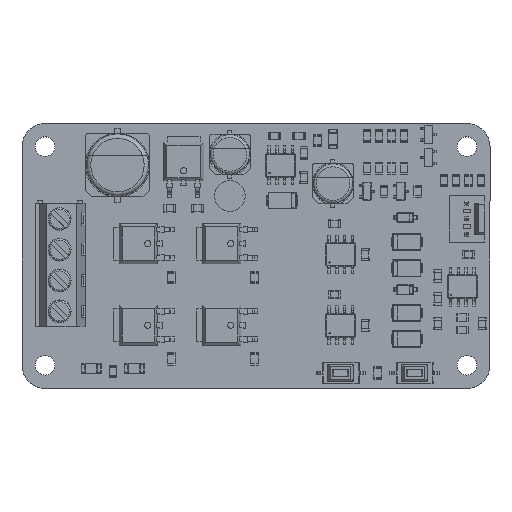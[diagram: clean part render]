
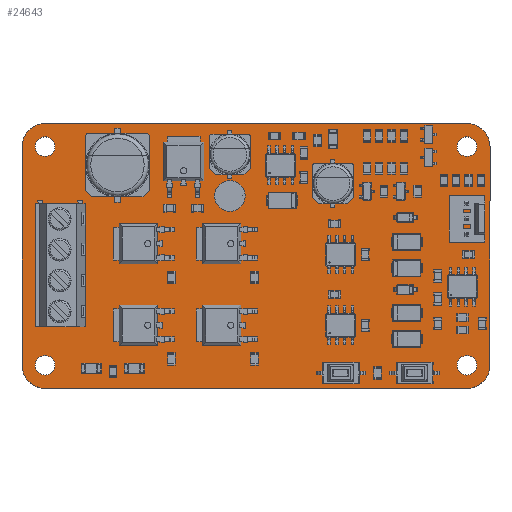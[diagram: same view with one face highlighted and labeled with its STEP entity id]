
A CAD part, top view. The second image highlights one B-rep face of the part: STEP entity #24643.
In plain terms, the highlighted planar face has unit normal (0, 0, 1).
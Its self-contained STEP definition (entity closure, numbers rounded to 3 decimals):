
#544=CIRCLE('',#26175,3.75);
#546=CIRCLE('',#26178,3.75);
#560=CIRCLE('',#26194,3.75);
#561=CIRCLE('',#26195,3.75);
#562=CIRCLE('',#26196,1.6);
#563=CIRCLE('',#26197,0.5);
#564=CIRCLE('',#26198,0.5);
#565=CIRCLE('',#26199,0.5);
#566=CIRCLE('',#26200,0.5);
#567=CIRCLE('',#26201,1.6);
#568=CIRCLE('',#26202,1.6);
#569=CIRCLE('',#26203,0.595);
#570=CIRCLE('',#26204,0.595);
#571=CIRCLE('',#26205,0.595);
#572=CIRCLE('',#26206,1.6);
#1687=FACE_BOUND('',#3699,.T.);
#1688=FACE_BOUND('',#3700,.T.);
#1689=FACE_BOUND('',#3701,.T.);
#1690=FACE_BOUND('',#3702,.T.);
#1691=FACE_BOUND('',#3703,.T.);
#1692=FACE_BOUND('',#3704,.T.);
#1693=FACE_BOUND('',#3705,.T.);
#1694=FACE_BOUND('',#3706,.T.);
#1695=FACE_BOUND('',#3707,.T.);
#1696=FACE_BOUND('',#3708,.T.);
#1697=FACE_BOUND('',#3709,.T.);
#2342=FACE_OUTER_BOUND('',#3698,.T.);
#3698=EDGE_LOOP('',(#18478,#18479,#18480,#18481,#18482,#18483,#18484,#18485));
#3699=EDGE_LOOP('',(#18486));
#3700=EDGE_LOOP('',(#18487));
#3701=EDGE_LOOP('',(#18488));
#3702=EDGE_LOOP('',(#18489));
#3703=EDGE_LOOP('',(#18490));
#3704=EDGE_LOOP('',(#18491));
#3705=EDGE_LOOP('',(#18492));
#3706=EDGE_LOOP('',(#18493));
#3707=EDGE_LOOP('',(#18494));
#3708=EDGE_LOOP('',(#18495));
#3709=EDGE_LOOP('',(#18496));
#5685=LINE('',#44005,#8342);
#5691=LINE('',#44052,#8348);
#5692=LINE('',#44056,#8349);
#5693=LINE('',#44059,#8350);
#8342=VECTOR('',#29879,1.);
#8348=VECTOR('',#29927,1.);
#8349=VECTOR('',#29930,1.);
#8350=VECTOR('',#29933,1.);
#10791=VERTEX_POINT('',#43999);
#10793=VERTEX_POINT('',#44003);
#10795=VERTEX_POINT('',#44008);
#10797=VERTEX_POINT('',#44015);
#10813=VERTEX_POINT('',#44051);
#10814=VERTEX_POINT('',#44053);
#10815=VERTEX_POINT('',#44055);
#10816=VERTEX_POINT('',#44057);
#10817=VERTEX_POINT('',#44060);
#10818=VERTEX_POINT('',#44062);
#10819=VERTEX_POINT('',#44064);
#10820=VERTEX_POINT('',#44066);
#10821=VERTEX_POINT('',#44068);
#10822=VERTEX_POINT('',#44070);
#10823=VERTEX_POINT('',#44072);
#10824=VERTEX_POINT('',#44074);
#10825=VERTEX_POINT('',#44076);
#10826=VERTEX_POINT('',#44078);
#10827=VERTEX_POINT('',#44080);
#13495=EDGE_CURVE('',#10791,#10793,#5685,.T.);
#13498=EDGE_CURVE('',#10795,#10791,#544,.T.);
#13501=EDGE_CURVE('',#10793,#10797,#546,.T.);
#13518=EDGE_CURVE('',#10797,#10813,#5691,.T.);
#13519=EDGE_CURVE('',#10813,#10814,#560,.T.);
#13520=EDGE_CURVE('',#10814,#10815,#5692,.T.);
#13521=EDGE_CURVE('',#10815,#10816,#561,.T.);
#13522=EDGE_CURVE('',#10816,#10795,#5693,.T.);
#13523=EDGE_CURVE('',#10817,#10817,#562,.T.);
#13524=EDGE_CURVE('',#10818,#10818,#563,.T.);
#13525=EDGE_CURVE('',#10819,#10819,#564,.T.);
#13526=EDGE_CURVE('',#10820,#10820,#565,.T.);
#13527=EDGE_CURVE('',#10821,#10821,#566,.T.);
#13528=EDGE_CURVE('',#10822,#10822,#567,.T.);
#13529=EDGE_CURVE('',#10823,#10823,#568,.T.);
#13530=EDGE_CURVE('',#10824,#10824,#569,.T.);
#13531=EDGE_CURVE('',#10825,#10825,#570,.T.);
#13532=EDGE_CURVE('',#10826,#10826,#571,.T.);
#13533=EDGE_CURVE('',#10827,#10827,#572,.T.);
#18478=ORIENTED_EDGE('',*,*,#13495,.T.);
#18479=ORIENTED_EDGE('',*,*,#13501,.T.);
#18480=ORIENTED_EDGE('',*,*,#13518,.T.);
#18481=ORIENTED_EDGE('',*,*,#13519,.T.);
#18482=ORIENTED_EDGE('',*,*,#13520,.T.);
#18483=ORIENTED_EDGE('',*,*,#13521,.T.);
#18484=ORIENTED_EDGE('',*,*,#13522,.T.);
#18485=ORIENTED_EDGE('',*,*,#13498,.T.);
#18486=ORIENTED_EDGE('',*,*,#13523,.F.);
#18487=ORIENTED_EDGE('',*,*,#13524,.F.);
#18488=ORIENTED_EDGE('',*,*,#13525,.F.);
#18489=ORIENTED_EDGE('',*,*,#13526,.F.);
#18490=ORIENTED_EDGE('',*,*,#13527,.F.);
#18491=ORIENTED_EDGE('',*,*,#13528,.F.);
#18492=ORIENTED_EDGE('',*,*,#13529,.F.);
#18493=ORIENTED_EDGE('',*,*,#13530,.F.);
#18494=ORIENTED_EDGE('',*,*,#13531,.F.);
#18495=ORIENTED_EDGE('',*,*,#13532,.F.);
#18496=ORIENTED_EDGE('',*,*,#13533,.F.);
#22330=PLANE('',#26193);
#24643=ADVANCED_FACE('',(#2342,#1687,#1688,#1689,#1690,#1691,#1692,#1693,
#1694,#1695,#1696,#1697),#22330,.T.);
#26175=AXIS2_PLACEMENT_3D('',#44011,#29885,#29886);
#26178=AXIS2_PLACEMENT_3D('',#44017,#29892,#29893);
#26193=AXIS2_PLACEMENT_3D('',#44050,#29925,#29926);
#26194=AXIS2_PLACEMENT_3D('',#44054,#29928,#29929);
#26195=AXIS2_PLACEMENT_3D('',#44058,#29931,#29932);
#26196=AXIS2_PLACEMENT_3D('',#44061,#29934,#29935);
#26197=AXIS2_PLACEMENT_3D('',#44063,#29936,#29937);
#26198=AXIS2_PLACEMENT_3D('',#44065,#29938,#29939);
#26199=AXIS2_PLACEMENT_3D('',#44067,#29940,#29941);
#26200=AXIS2_PLACEMENT_3D('',#44069,#29942,#29943);
#26201=AXIS2_PLACEMENT_3D('',#44071,#29944,#29945);
#26202=AXIS2_PLACEMENT_3D('',#44073,#29946,#29947);
#26203=AXIS2_PLACEMENT_3D('',#44075,#29948,#29949);
#26204=AXIS2_PLACEMENT_3D('',#44077,#29950,#29951);
#26205=AXIS2_PLACEMENT_3D('',#44079,#29952,#29953);
#26206=AXIS2_PLACEMENT_3D('',#44081,#29954,#29955);
#29879=DIRECTION('',(-1.,0.,0.));
#29885=DIRECTION('center_axis',(0.,0.,1.));
#29886=DIRECTION('ref_axis',(1.,0.,0.));
#29892=DIRECTION('center_axis',(0.,0.,1.));
#29893=DIRECTION('ref_axis',(1.,0.,0.));
#29925=DIRECTION('center_axis',(0.,0.,1.));
#29926=DIRECTION('ref_axis',(1.,0.,0.));
#29927=DIRECTION('',(0.,-1.,0.));
#29928=DIRECTION('center_axis',(0.,0.,1.));
#29929=DIRECTION('ref_axis',(1.,0.,0.));
#29930=DIRECTION('',(1.,0.,0.));
#29931=DIRECTION('center_axis',(0.,0.,1.));
#29932=DIRECTION('ref_axis',(1.,0.,0.));
#29933=DIRECTION('',(0.,1.,0.));
#29934=DIRECTION('center_axis',(0.,0.,1.));
#29935=DIRECTION('ref_axis',(1.,0.,0.));
#29936=DIRECTION('center_axis',(0.,0.,1.));
#29937=DIRECTION('ref_axis',(1.,0.,0.));
#29938=DIRECTION('center_axis',(0.,0.,1.));
#29939=DIRECTION('ref_axis',(1.,0.,0.));
#29940=DIRECTION('center_axis',(0.,0.,1.));
#29941=DIRECTION('ref_axis',(1.,0.,0.));
#29942=DIRECTION('center_axis',(0.,0.,1.));
#29943=DIRECTION('ref_axis',(1.,0.,0.));
#29944=DIRECTION('center_axis',(0.,0.,1.));
#29945=DIRECTION('ref_axis',(1.,0.,0.));
#29946=DIRECTION('center_axis',(0.,0.,1.));
#29947=DIRECTION('ref_axis',(1.,0.,0.));
#29948=DIRECTION('center_axis',(0.,0.,1.));
#29949=DIRECTION('ref_axis',(1.,0.,0.));
#29950=DIRECTION('center_axis',(0.,0.,1.));
#29951=DIRECTION('ref_axis',(1.,0.,0.));
#29952=DIRECTION('center_axis',(0.,0.,1.));
#29953=DIRECTION('ref_axis',(1.,0.,0.));
#29954=DIRECTION('center_axis',(0.,0.,1.));
#29955=DIRECTION('ref_axis',(1.,0.,0.));
#43999=CARTESIAN_POINT('',(152.25,-60.,1.6));
#44003=CARTESIAN_POINT('',(83.75,-60.,1.6));
#44005=CARTESIAN_POINT('',(152.25,-60.,1.6));
#44008=CARTESIAN_POINT('',(156.,-63.75,1.6));
#44011=CARTESIAN_POINT('Origin',(152.25,-63.75,1.6));
#44015=CARTESIAN_POINT('',(80.,-63.75,1.6));
#44017=CARTESIAN_POINT('Origin',(83.75,-63.75,1.6));
#44050=CARTESIAN_POINT('Origin',(118.,-81.5,1.6));
#44051=CARTESIAN_POINT('',(80.,-99.25,1.6));
#44052=CARTESIAN_POINT('',(80.,-63.75,1.6));
#44053=CARTESIAN_POINT('',(83.75,-103.,1.6));
#44054=CARTESIAN_POINT('Origin',(83.75,-99.25,1.6));
#44055=CARTESIAN_POINT('',(152.25,-103.,1.6));
#44056=CARTESIAN_POINT('',(83.75,-103.,1.6));
#44057=CARTESIAN_POINT('',(156.,-99.25,1.6));
#44058=CARTESIAN_POINT('Origin',(152.25,-99.25,1.6));
#44059=CARTESIAN_POINT('',(156.,-99.25,1.6));
#44060=CARTESIAN_POINT('',(82.15,-99.25,1.6));
#44061=CARTESIAN_POINT('Origin',(83.75,-99.25,1.6));
#44062=CARTESIAN_POINT('',(85.85,-80.5,1.6));
#44063=CARTESIAN_POINT('Origin',(86.35,-80.5,1.6));
#44064=CARTESIAN_POINT('',(85.85,-85.5,1.6));
#44065=CARTESIAN_POINT('Origin',(86.35,-85.5,1.6));
#44066=CARTESIAN_POINT('',(85.85,-90.5,1.6));
#44067=CARTESIAN_POINT('Origin',(86.35,-90.5,1.6));
#44068=CARTESIAN_POINT('',(85.85,-75.5,1.6));
#44069=CARTESIAN_POINT('Origin',(86.35,-75.5,1.6));
#44070=CARTESIAN_POINT('',(82.15,-63.75,1.6));
#44071=CARTESIAN_POINT('Origin',(83.75,-63.75,1.6));
#44072=CARTESIAN_POINT('',(150.65,-63.75,1.6));
#44073=CARTESIAN_POINT('Origin',(152.25,-63.75,1.6));
#44074=CARTESIAN_POINT('',(151.655,-78.,1.6));
#44075=CARTESIAN_POINT('Origin',(152.25,-78.,1.6));
#44076=CARTESIAN_POINT('',(151.655,-72.92,1.6));
#44077=CARTESIAN_POINT('Origin',(152.25,-72.92,1.6));
#44078=CARTESIAN_POINT('',(151.655,-75.46,1.6));
#44079=CARTESIAN_POINT('Origin',(152.25,-75.46,1.6));
#44080=CARTESIAN_POINT('',(150.65,-99.25,1.6));
#44081=CARTESIAN_POINT('Origin',(152.25,-99.25,1.6));
